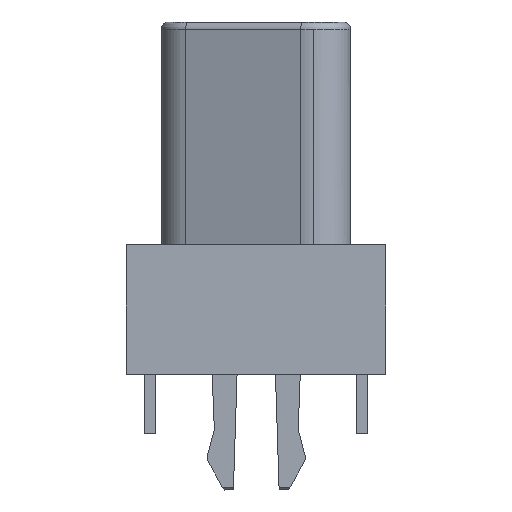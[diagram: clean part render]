
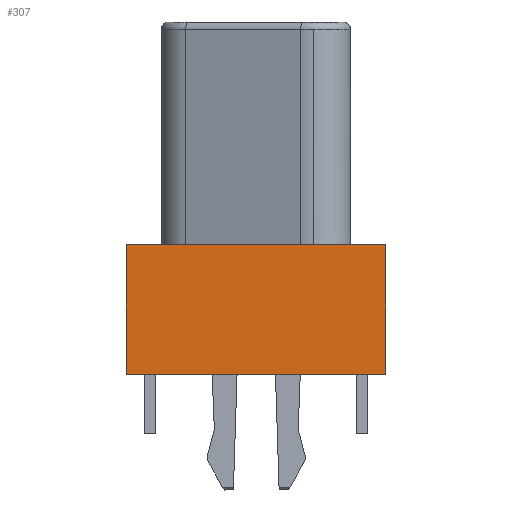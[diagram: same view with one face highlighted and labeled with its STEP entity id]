
A CAD part, left-side view. The second image highlights one B-rep face of the part: STEP entity #307.
In plain terms, the highlighted planar face has unit normal (-1, 0, 0).
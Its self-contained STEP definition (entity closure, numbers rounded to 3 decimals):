
#256=CARTESIAN_POINT('',(-15.185,0.,1.75));
#257=DIRECTION('',(0.,-1.,0.));
#258=DIRECTION('',(-1.,0.,0.));
#259=AXIS2_PLACEMENT_3D('',#256,#258,#257);
#260=PLANE('',#259);
#261=CARTESIAN_POINT('',(-15.185,-3.5,3.5));
#262=VERTEX_POINT('',#261);
#263=CARTESIAN_POINT('',(-15.185,3.5,3.5));
#264=VERTEX_POINT('',#263);
#265=CARTESIAN_POINT('',(-15.185,-3.5,3.5));
#266=CARTESIAN_POINT('',(-15.185,-2.1,3.5));
#267=CARTESIAN_POINT('',(-15.185,-0.7,3.5));
#268=CARTESIAN_POINT('',(-15.185,0.7,3.5));
#269=CARTESIAN_POINT('',(-15.185,2.1,3.5));
#270=CARTESIAN_POINT('',(-15.185,3.5,3.5));
#271=B_SPLINE_CURVE_WITH_KNOTS('',5,(#265,#266,#267,#268,#269,#270),.UNSPECIFIED.,.F.,.U.,(6,6),(0.,7.),.UNSPECIFIED.);
#272=EDGE_CURVE('',#262,#264,#271,.T.);
#273=ORIENTED_EDGE('',*,*,#272,.T.);
#274=CARTESIAN_POINT('',(-15.185,3.5,0.));
#275=VERTEX_POINT('',#274);
#276=CARTESIAN_POINT('',(-15.185,3.5,3.5));
#277=CARTESIAN_POINT('',(-15.185,3.5,2.8));
#278=CARTESIAN_POINT('',(-15.185,3.5,2.1));
#279=CARTESIAN_POINT('',(-15.185,3.5,1.4));
#280=CARTESIAN_POINT('',(-15.185,3.5,0.7));
#281=CARTESIAN_POINT('',(-15.185,3.5,0.));
#282=B_SPLINE_CURVE_WITH_KNOTS('',5,(#276,#277,#278,#279,#280,#281),.UNSPECIFIED.,.F.,.U.,(6,6),(0.,3.5),.UNSPECIFIED.);
#283=EDGE_CURVE('',#264,#275,#282,.T.);
#284=ORIENTED_EDGE('',*,*,#283,.T.);
#285=CARTESIAN_POINT('',(-15.185,-3.5,0.));
#286=VERTEX_POINT('',#285);
#287=CARTESIAN_POINT('',(-15.185,-3.5,0.));
#288=CARTESIAN_POINT('',(-15.185,-2.1,0.));
#289=CARTESIAN_POINT('',(-15.185,-0.7,0.));
#290=CARTESIAN_POINT('',(-15.185,0.7,0.));
#291=CARTESIAN_POINT('',(-15.185,2.1,0.));
#292=CARTESIAN_POINT('',(-15.185,3.5,0.));
#293=B_SPLINE_CURVE_WITH_KNOTS('',5,(#287,#288,#289,#290,#291,#292),.UNSPECIFIED.,.F.,.U.,(6,6),(0.,7.),.UNSPECIFIED.);
#294=EDGE_CURVE('',#286,#275,#293,.T.);
#295=ORIENTED_EDGE('',*,*,#294,.F.);
#296=CARTESIAN_POINT('',(-15.185,-3.5,3.5));
#297=CARTESIAN_POINT('',(-15.185,-3.5,2.8));
#298=CARTESIAN_POINT('',(-15.185,-3.5,2.1));
#299=CARTESIAN_POINT('',(-15.185,-3.5,1.4));
#300=CARTESIAN_POINT('',(-15.185,-3.5,0.7));
#301=CARTESIAN_POINT('',(-15.185,-3.5,0.));
#302=B_SPLINE_CURVE_WITH_KNOTS('',5,(#296,#297,#298,#299,#300,#301),.UNSPECIFIED.,.F.,.U.,(6,6),(0.,3.5),.UNSPECIFIED.);
#303=EDGE_CURVE('',#262,#286,#302,.T.);
#304=ORIENTED_EDGE('',*,*,#303,.F.);
#305=EDGE_LOOP('',(#273,#284,#295,#304));
#306=FACE_OUTER_BOUND('',#305,.T.);
#307=ADVANCED_FACE('',(#306),#260,.T.);
